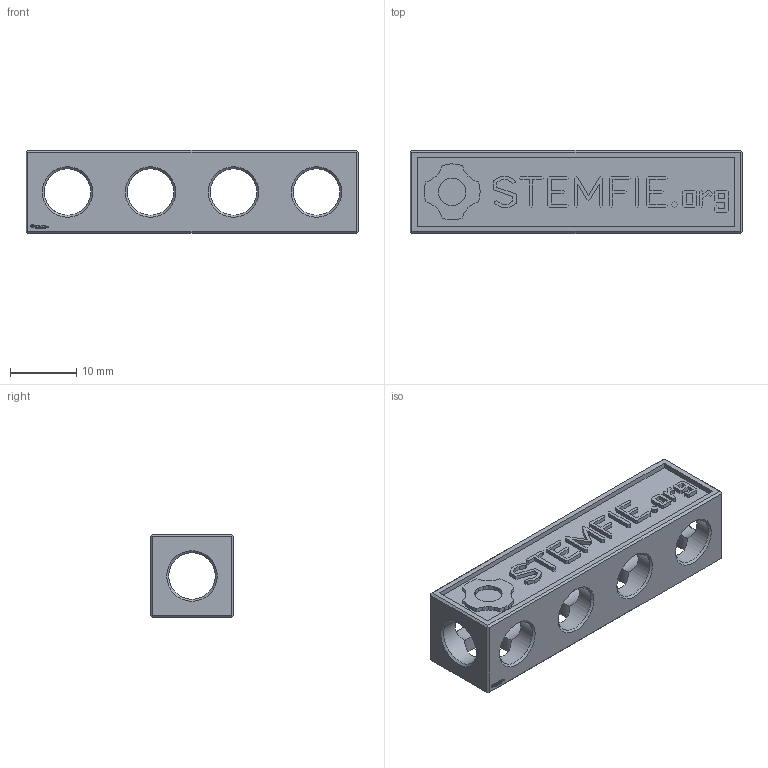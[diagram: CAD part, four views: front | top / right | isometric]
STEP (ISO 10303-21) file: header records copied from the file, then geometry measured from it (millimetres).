
FILE_DESCRIPTION(('FreeCAD Model'),'2;1');
FILE_NAME('Open CASCADE Shape Model','2023-11-10T18:28:56',(''),(''), 'Open CASCADE STEP processor 7.6','FreeCAD','Unknown');
FILE_SCHEMA(('AUTOMOTIVE_DESIGN { 1 0 10303 214 1 1 1 1 }'));
Length unit declared in the file: millimetre
Products named in the file (1): Sign URL BEM STR ESS BU04x01x01 - SPN-SGN-0010 (stemfie.org)
Bounding box: 50 x 12.5 x 12.5 mm (x, y, z)
Volume: 3854 mm3; surface area: 4047.6 mm2
Topology: 1 solids, 1 shells, 699 faces, 1988 edges, 1326 vertices
Faces by surface type: plane 542, extrusion 122, cylinder 21, cone 14
Full cylindrical faces by diameter (mm): 7 x21
Entity records: 49727 total; most frequent: CARTESIAN_POINT 10808, DIRECTION 6685, VECTOR 5284, LINE 5162, ORIENTED_EDGE 3976, PCURVE 3976, DEFINITIONAL_REPRESENTATION 3976, EDGE_CURVE 1988
